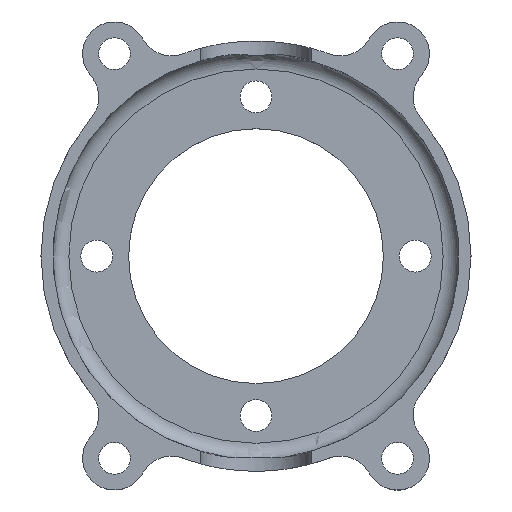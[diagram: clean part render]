
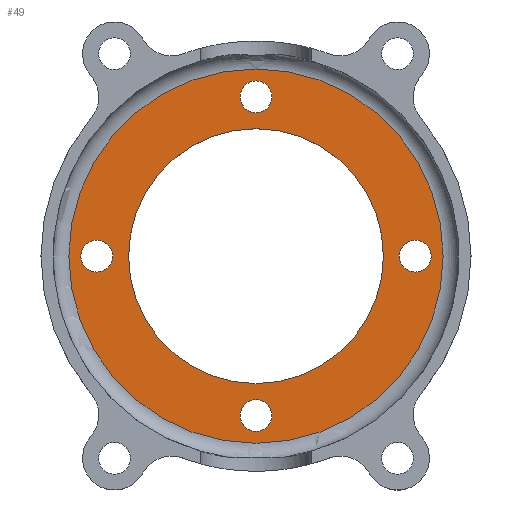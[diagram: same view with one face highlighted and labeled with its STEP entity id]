
A CAD part, top view. The second image highlights one B-rep face of the part: STEP entity #49.
In plain terms, the highlighted planar face has unit normal (0, 0, 1).
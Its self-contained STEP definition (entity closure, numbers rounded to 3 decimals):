
#49=ADVANCED_FACE('',(#113,#115,#117,#119,#121,#123),#125,.T.);
#113=FACE_BOUND('',#114,.T.);
#114=EDGE_LOOP('',(#498));
#115=FACE_BOUND('',#116,.T.);
#116=EDGE_LOOP('',(#499));
#117=FACE_BOUND('',#118,.T.);
#118=EDGE_LOOP('',(#500));
#119=FACE_BOUND('',#120,.T.);
#120=EDGE_LOOP('',(#501));
#121=FACE_BOUND('',#122,.T.);
#122=EDGE_LOOP('',(#502));
#123=FACE_BOUND('',#124,.T.);
#124=EDGE_LOOP('',(#503));
#125=PLANE('',#126);
#126=AXIS2_PLACEMENT_3D('',#127,#128,#129);
#127=CARTESIAN_POINT('',(0.,0.,2.));
#128=DIRECTION('',(0.,0.,1.));
#129=DIRECTION('',(-1.,0.,0.));
#498=ORIENTED_EDGE('',*,*,#748,.F.);
#499=ORIENTED_EDGE('',*,*,#749,.T.);
#500=ORIENTED_EDGE('',*,*,#750,.T.);
#501=ORIENTED_EDGE('',*,*,#751,.T.);
#502=ORIENTED_EDGE('',*,*,#752,.T.);
#503=ORIENTED_EDGE('',*,*,#753,.T.);
#748=EDGE_CURVE('',#879,#879,#880,.F.);
#749=EDGE_CURVE('',#881,#881,#882,.T.);
#750=EDGE_CURVE('',#883,#883,#884,.F.);
#751=EDGE_CURVE('',#885,#885,#886,.F.);
#752=EDGE_CURVE('',#887,#887,#888,.F.);
#753=EDGE_CURVE('',#889,#889,#890,.F.);
#879=VERTEX_POINT('',#1113);
#880=CIRCLE('',#1114,23.5);
#881=VERTEX_POINT('',#1118);
#882=CIRCLE('',#1119,16.);
#883=VERTEX_POINT('',#1123);
#884=CIRCLE('',#1124,2.);
#885=VERTEX_POINT('',#1128);
#886=CIRCLE('',#1129,2.);
#887=VERTEX_POINT('',#1133);
#888=CIRCLE('',#1134,2.);
#889=VERTEX_POINT('',#1138);
#890=CIRCLE('',#1139,2.);
#1113=CARTESIAN_POINT('',(-23.5,0.,2.));
#1114=AXIS2_PLACEMENT_3D('',#1115,#1116,#1117);
#1115=CARTESIAN_POINT('',(0.,0.,2.));
#1116=DIRECTION('',(0.,0.,1.));
#1117=DIRECTION('',(-1.,0.,0.));
#1118=CARTESIAN_POINT('',(0.,16.,2.));
#1119=AXIS2_PLACEMENT_3D('',#1120,#1121,#1122);
#1120=CARTESIAN_POINT('',(0.,0.,2.));
#1121=DIRECTION('',(0.,0.,-1.));
#1122=DIRECTION('',(0.,1.,0.));
#1123=CARTESIAN_POINT('',(18.,0.,2.));
#1124=AXIS2_PLACEMENT_3D('',#1125,#1126,#1127);
#1125=CARTESIAN_POINT('',(20.,0.,2.));
#1126=DIRECTION('',(0.,0.,1.));
#1127=DIRECTION('',(-1.,0.,0.));
#1128=CARTESIAN_POINT('',(-2.,-20.,2.));
#1129=AXIS2_PLACEMENT_3D('',#1130,#1131,#1132);
#1130=CARTESIAN_POINT('',(0.,-20.,2.));
#1131=DIRECTION('',(0.,0.,1.));
#1132=DIRECTION('',(-1.,0.,0.));
#1133=CARTESIAN_POINT('',(-22.,0.,2.));
#1134=AXIS2_PLACEMENT_3D('',#1135,#1136,#1137);
#1135=CARTESIAN_POINT('',(-20.,0.,2.));
#1136=DIRECTION('',(0.,0.,1.));
#1137=DIRECTION('',(-1.,0.,0.));
#1138=CARTESIAN_POINT('',(-2.,20.,2.));
#1139=AXIS2_PLACEMENT_3D('',#1140,#1141,#1142);
#1140=CARTESIAN_POINT('',(0.,20.,2.));
#1141=DIRECTION('',(0.,0.,1.));
#1142=DIRECTION('',(-1.,0.,0.));
